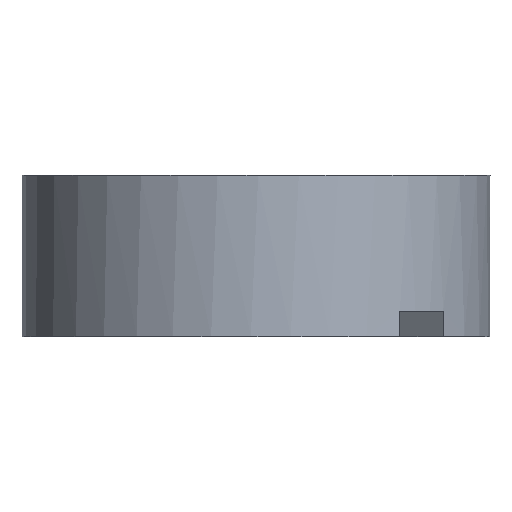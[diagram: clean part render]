
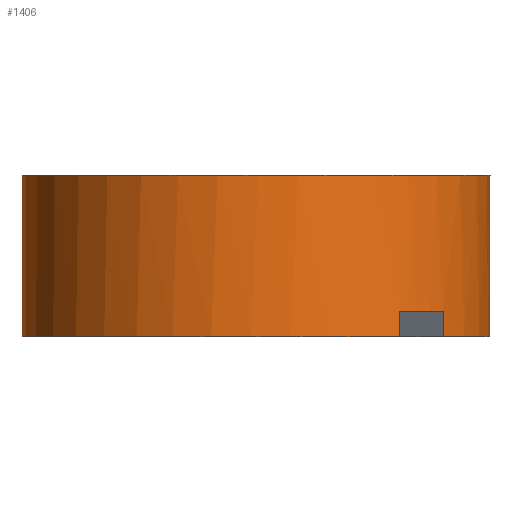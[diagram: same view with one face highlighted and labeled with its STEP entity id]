
A CAD part, left-side view. The second image highlights one B-rep face of the part: STEP entity #1406.
In plain terms, the highlighted cylindrical face has radius 55 mm (diameter 110 mm), a full revolution.
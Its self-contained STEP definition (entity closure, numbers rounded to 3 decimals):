
#131=LINE('',#2393,#240);
#134=LINE('',#2397,#243);
#155=LINE('',#2471,#264);
#156=LINE('',#2473,#265);
#157=LINE('',#2476,#266);
#240=VECTOR('',#1943,10.);
#243=VECTOR('',#1948,10.);
#264=VECTOR('',#2003,55.);
#265=VECTOR('',#2004,10.);
#266=VECTOR('',#2007,10.);
#302=CYLINDRICAL_SURFACE('',#1579,55.);
#374=FACE_OUTER_BOUND('',#471,.T.);
#471=EDGE_LOOP('',(#1270,#1271,#1272,#1273,#1274,#1275,#1276,#1277,#1278,
#1279,#1280,#1281));
#539=CIRCLE('',#1530,55.);
#554=CIRCLE('',#1552,55.);
#555=CIRCLE('',#1553,55.);
#556=CIRCLE('',#1555,55.);
#559=CIRCLE('',#1560,55.);
#560=CIRCLE('',#1580,55.);
#657=VERTEX_POINT('',#2297);
#667=VERTEX_POINT('',#2327);
#679=VERTEX_POINT('',#2355);
#680=VERTEX_POINT('',#2357);
#682=VERTEX_POINT('',#2362);
#683=VERTEX_POINT('',#2364);
#691=VERTEX_POINT('',#2387);
#692=VERTEX_POINT('',#2389);
#693=VERTEX_POINT('',#2472);
#694=VERTEX_POINT('',#2474);
#826=EDGE_CURVE('',#657,#657,#539,.T.);
#851=EDGE_CURVE('',#679,#680,#554,.T.);
#852=EDGE_CURVE('',#680,#667,#555,.T.);
#854=EDGE_CURVE('',#682,#683,#556,.T.);
#864=EDGE_CURVE('',#692,#691,#559,.T.);
#866=EDGE_CURVE('',#691,#667,#131,.T.);
#869=EDGE_CURVE('',#682,#692,#134,.T.);
#890=EDGE_CURVE('',#657,#680,#155,.T.);
#891=EDGE_CURVE('',#679,#693,#156,.T.);
#892=EDGE_CURVE('',#693,#694,#560,.T.);
#893=EDGE_CURVE('',#694,#683,#157,.T.);
#1270=ORIENTED_EDGE('',*,*,#826,.T.);
#1271=ORIENTED_EDGE('',*,*,#890,.T.);
#1272=ORIENTED_EDGE('',*,*,#851,.F.);
#1273=ORIENTED_EDGE('',*,*,#891,.T.);
#1274=ORIENTED_EDGE('',*,*,#892,.T.);
#1275=ORIENTED_EDGE('',*,*,#893,.T.);
#1276=ORIENTED_EDGE('',*,*,#854,.F.);
#1277=ORIENTED_EDGE('',*,*,#869,.T.);
#1278=ORIENTED_EDGE('',*,*,#864,.T.);
#1279=ORIENTED_EDGE('',*,*,#866,.T.);
#1280=ORIENTED_EDGE('',*,*,#852,.F.);
#1281=ORIENTED_EDGE('',*,*,#890,.F.);
#1406=ADVANCED_FACE('',(#374),#302,.T.);
#1530=AXIS2_PLACEMENT_3D('',#2298,#1863,#1864);
#1552=AXIS2_PLACEMENT_3D('',#2358,#1916,#1917);
#1553=AXIS2_PLACEMENT_3D('',#2359,#1918,#1919);
#1555=AXIS2_PLACEMENT_3D('',#2365,#1923,#1924);
#1560=AXIS2_PLACEMENT_3D('',#2390,#1938,#1939);
#1579=AXIS2_PLACEMENT_3D('',#2470,#2001,#2002);
#1580=AXIS2_PLACEMENT_3D('',#2475,#2005,#2006);
#1863=DIRECTION('center_axis',(0.,0.,-1.));
#1864=DIRECTION('ref_axis',(-1.,0.,0.));
#1916=DIRECTION('center_axis',(0.,0.,-1.));
#1917=DIRECTION('ref_axis',(-1.,0.,0.));
#1918=DIRECTION('center_axis',(0.,0.,-1.));
#1919=DIRECTION('ref_axis',(-1.,0.,0.));
#1923=DIRECTION('center_axis',(0.,0.,-1.));
#1924=DIRECTION('ref_axis',(-1.,0.,0.));
#1938=DIRECTION('center_axis',(0.,0.,
1.));
#1939=DIRECTION('ref_axis',(-1.,0.,0.));
#1943=DIRECTION('',(0.,0.,-1.));
#1948=DIRECTION('',(0.,0.,1.));
#2001=DIRECTION('center_axis',(0.,0.,1.));
#2002=DIRECTION('ref_axis',(-1.,0.,0.));
#2003=DIRECTION('',(0.,0.,-1.));
#2004=DIRECTION('',(0.,0.,1.));
#2005=DIRECTION('center_axis',(0.,0.,1.));
#2006=DIRECTION('ref_axis',(-1.,0.,0.));
#2007=DIRECTION('',(0.,0.,-1.));
#2297=CARTESIAN_POINT('',(55.,0.,31.87));
#2298=CARTESIAN_POINT('Origin',(0.,0.,
31.87));
#2327=CARTESIAN_POINT('',(8.998,-54.259,-6.));
#2355=CARTESIAN_POINT('',(-33.408,43.691,-6.));
#2357=CARTESIAN_POINT('',(55.,0.,-6.));
#2358=CARTESIAN_POINT('Origin',(0.,0.,
-6.));
#2359=CARTESIAN_POINT('Origin',(0.,0.,
-6.));
#2362=CARTESIAN_POINT('',(-9.002,-54.258,-6.));
#2364=CARTESIAN_POINT('',(-43.677,33.426,-6.));
#2365=CARTESIAN_POINT('Origin',(0.,0.,
-6.));
#2387=CARTESIAN_POINT('',(8.998,-54.259,0.));
#2389=CARTESIAN_POINT('',(-9.002,-54.258,0.));
#2390=CARTESIAN_POINT('Origin',(0.,0.,
0.));
#2393=CARTESIAN_POINT('',(8.998,-54.259,0.));
#2397=CARTESIAN_POINT('',(-9.002,-54.258,0.));
#2470=CARTESIAN_POINT('Origin',(0.,0.,
0.));
#2471=CARTESIAN_POINT('',(55.,0.,0.));
#2472=CARTESIAN_POINT('',(-33.408,43.691,0.));
#2473=CARTESIAN_POINT('',(-33.408,43.691,0.));
#2474=CARTESIAN_POINT('',(-43.677,33.426,0.));
#2475=CARTESIAN_POINT('Origin',(0.,0.,
0.));
#2476=CARTESIAN_POINT('',(-43.677,33.426,0.));
